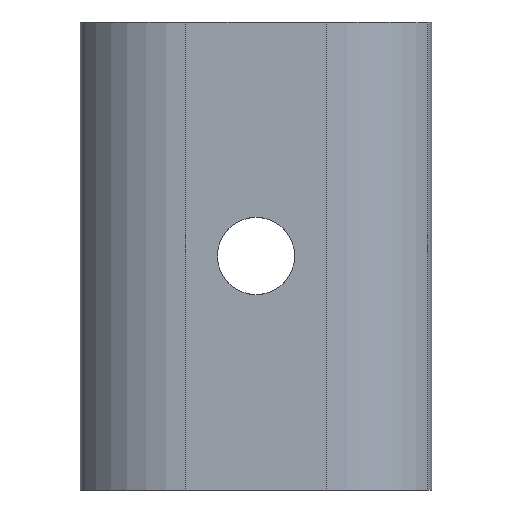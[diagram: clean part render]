
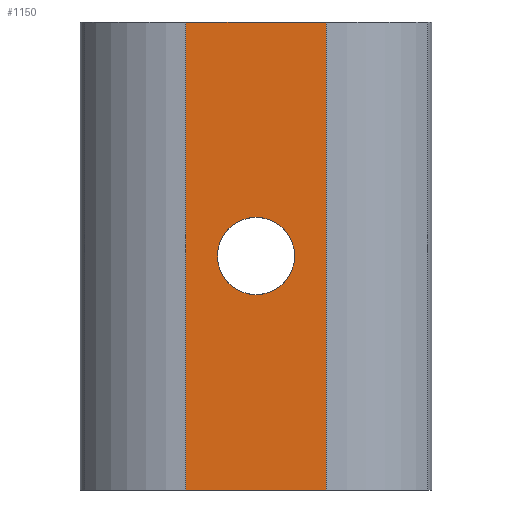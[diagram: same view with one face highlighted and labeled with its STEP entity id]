
A CAD part, front view. The second image highlights one B-rep face of the part: STEP entity #1150.
In plain terms, the highlighted planar face has unit normal (0, -1, 0).
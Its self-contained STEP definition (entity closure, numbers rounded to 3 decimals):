
#13 = VERTEX_POINT ( 'NONE', #385 ) ;
#71 = DIRECTION ( 'NONE',  ( 1., 0., 0. ) ) ;
#81 = VECTOR ( 'NONE', #881, 1000. ) ;
#87 = ORIENTED_EDGE ( 'NONE', *, *, #267, .T. ) ;
#159 = CARTESIAN_POINT ( 'NONE',  ( -3., -6., 20. ) ) ;
#202 = VERTEX_POINT ( 'NONE', #654 ) ;
#206 = EDGE_CURVE ( 'NONE', #938, #202, #287, .T. ) ;
#238 = VERTEX_POINT ( 'NONE', #615 ) ;
#242 = AXIS2_PLACEMENT_3D ( 'NONE', #302, #926, #404 ) ;
#259 = ORIENTED_EDGE ( 'NONE', *, *, #330, .F. ) ;
#260 = CARTESIAN_POINT ( 'NONE',  ( -3., -6., 20. ) ) ;
#267 = EDGE_CURVE ( 'NONE', #238, #202, #889, .T. ) ;
#287 = LINE ( 'NONE', #672, #459 ) ;
#296 = DIRECTION ( 'NONE',  ( -1., 0., 0. ) ) ;
#301 = FACE_OUTER_BOUND ( 'NONE', #760, .T. ) ;
#302 = CARTESIAN_POINT ( 'NONE',  ( 0., -6., 10. ) ) ;
#330 = EDGE_CURVE ( 'NONE', #1157, #938, #770, .T. ) ;
#385 = CARTESIAN_POINT ( 'NONE',  ( 0., -6., 11.65 ) ) ;
#404 = DIRECTION ( 'NONE',  ( 0., 0., -1. ) ) ;
#431 = AXIS2_PLACEMENT_3D ( 'NONE', #527, #1134, #617 ) ;
#449 = VERTEX_POINT ( 'NONE', #852 ) ;
#459 = VECTOR ( 'NONE', #629, 1000. ) ;
#488 = CARTESIAN_POINT ( 'NONE',  ( -3., -6., 20. ) ) ;
#527 = CARTESIAN_POINT ( 'NONE',  ( 0., -6., 10. ) ) ;
#532 = DIRECTION ( 'NONE',  ( 1., 0., 0. ) ) ;
#541 = CARTESIAN_POINT ( 'NONE',  ( -3., -6., 0. ) ) ;
#602 = ORIENTED_EDGE ( 'NONE', *, *, #954, .F. ) ;
#615 = CARTESIAN_POINT ( 'NONE',  ( -3., -6., 0. ) ) ;
#617 = DIRECTION ( 'NONE',  ( 0., 0., -1. ) ) ;
#629 = DIRECTION ( 'NONE',  ( 0., 0., -1. ) ) ;
#647 = EDGE_CURVE ( 'NONE', #1157, #238, #796, .T. ) ;
#648 = CARTESIAN_POINT ( 'NONE',  ( -3., -6., 20. ) ) ;
#654 = CARTESIAN_POINT ( 'NONE',  ( 3., -6., 0. ) ) ;
#656 = CIRCLE ( 'NONE', #242, 1.65 ) ;
#672 = CARTESIAN_POINT ( 'NONE',  ( 3., -6., 20. ) ) ;
#737 = PLANE ( 'NONE',  #886 ) ;
#760 = EDGE_LOOP ( 'NONE', ( #87, #812, #259, #901 ) ) ;
#770 = LINE ( 'NONE', #159, #988 ) ;
#778 = EDGE_CURVE ( 'NONE', #13, #449, #656, .T. ) ;
#796 = LINE ( 'NONE', #260, #81 ) ;
#812 = ORIENTED_EDGE ( 'NONE', *, *, #206, .F. ) ;
#825 = DIRECTION ( 'NONE',  ( 0., 1., 0. ) ) ;
#852 = CARTESIAN_POINT ( 'NONE',  ( 0., -6., 8.35 ) ) ;
#881 = DIRECTION ( 'NONE',  ( 0., 0., -1. ) ) ;
#886 = AXIS2_PLACEMENT_3D ( 'NONE', #648, #825, #296 ) ;
#889 = LINE ( 'NONE', #541, #924 ) ;
#901 = ORIENTED_EDGE ( 'NONE', *, *, #647, .T. ) ;
#924 = VECTOR ( 'NONE', #532, 1000. ) ;
#926 = DIRECTION ( 'NONE',  ( 0., -1., 0. ) ) ;
#938 = VERTEX_POINT ( 'NONE', #966 ) ;
#942 = CIRCLE ( 'NONE', #431, 1.65 ) ;
#954 = EDGE_CURVE ( 'NONE', #449, #13, #942, .T. ) ;
#966 = CARTESIAN_POINT ( 'NONE',  ( 3., -6., 20. ) ) ;
#988 = VECTOR ( 'NONE', #71, 1000. ) ;
#992 = EDGE_LOOP ( 'NONE', ( #602, #1006 ) ) ;
#1006 = ORIENTED_EDGE ( 'NONE', *, *, #778, .F. ) ;
#1064 = FACE_BOUND ( 'NONE', #992, .T. ) ;
#1134 = DIRECTION ( 'NONE',  ( 0., -1., 0. ) ) ;
#1150 = ADVANCED_FACE ( 'NONE', ( #1064, #301 ), #737, .F. ) ;
#1157 = VERTEX_POINT ( 'NONE', #488 ) ;
